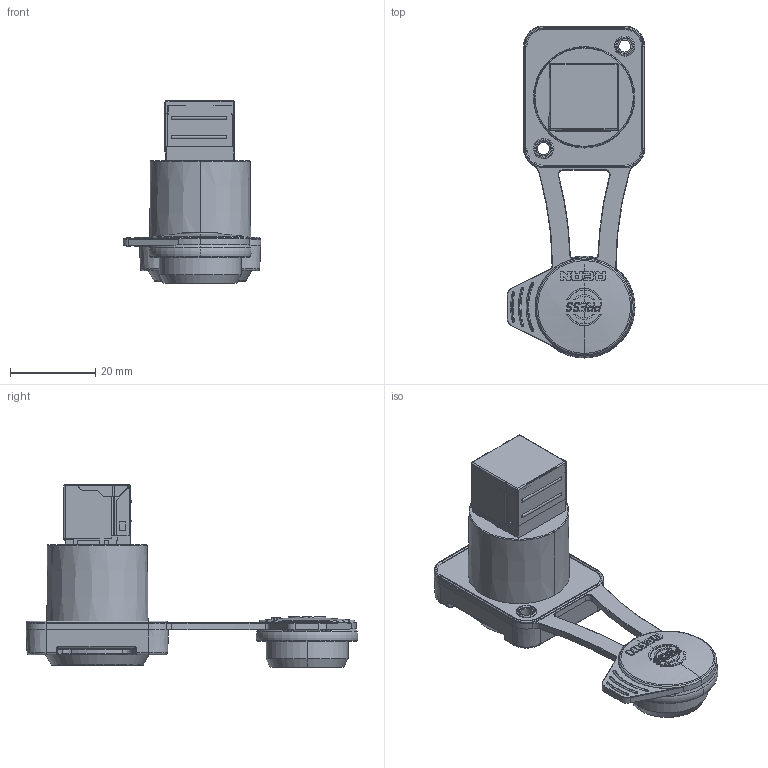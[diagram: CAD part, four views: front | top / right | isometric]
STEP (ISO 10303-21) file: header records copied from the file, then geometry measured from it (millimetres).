
FILE_DESCRIPTION((''),'2;1');
FILE_NAME('MOD00022131_SW0001','2023-04-26T15:13:21',('wenqing.huang'),(''),'CREO PARAMETRIC BY PTC INC, 2021184','CREO PARAMETRIC BY PTC INC, 2021184','');
FILE_SCHEMA(('CONFIG_CONTROL_DESIGN'));
Length unit declared in the file: millimetre
Products named in the file (1): MOD00022131_SW0001
Bounding box: 32.2 x 77.74 x 42.75 mm (x, y, z)
Volume: 16926.1 mm3; surface area: 12201.1 mm2
Topology: 1 solids, 1 shells, 1280 faces, 3698 edges, 2442 vertices
Faces by surface type: plane 827, cylinder 241, torus 95, cone 60, bspline 36, sphere 19, extrusion 2
Entity records: 45193 total; most frequent: CARTESIAN_POINT 10889, ORIENTED_EDGE 7378, DIRECTION 7178, EDGE_CURVE 3689, AXIS2_PLACEMENT_3D 2548, VERTEX_POINT 2442, VECTOR 2082, LINE 2080
